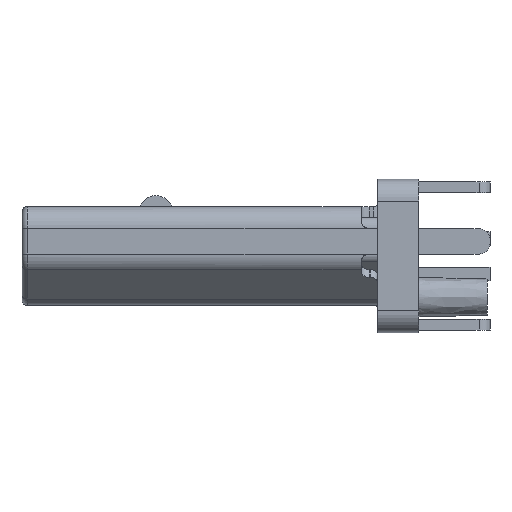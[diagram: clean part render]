
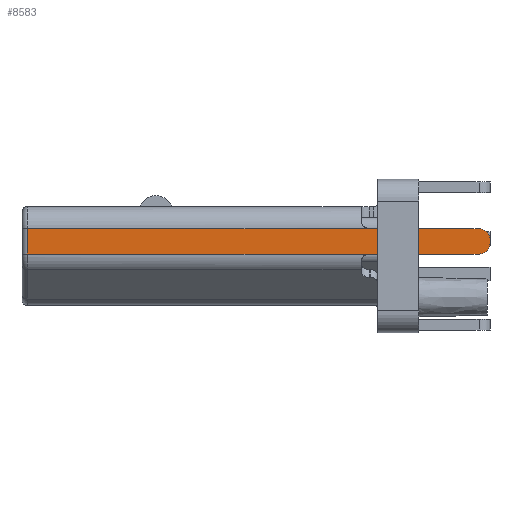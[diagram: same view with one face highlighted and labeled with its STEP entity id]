
A CAD part, left-side view. The second image highlights one B-rep face of the part: STEP entity #8583.
In plain terms, the highlighted planar face has unit normal (-1, 0, 0).
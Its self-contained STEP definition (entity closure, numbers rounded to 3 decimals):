
#104 = DIRECTION ( 'NONE',  ( 0., 0., -1. ) ) ;
#207 = ORIENTED_EDGE ( 'NONE', *, *, #1996, .T. ) ;
#484 = VERTEX_POINT ( 'NONE', #7604 ) ;
#572 = DIRECTION ( 'NONE',  ( 0., -1., 0. ) ) ;
#999 = CARTESIAN_POINT ( 'NONE',  ( -3.425, -1.1, 0.3 ) ) ;
#1020 = VECTOR ( 'NONE', #3152, 1000. ) ;
#1162 = ORIENTED_EDGE ( 'NONE', *, *, #1385, .F. ) ;
#1216 = DIRECTION ( 'NONE',  ( 0., 0., -1. ) ) ;
#1385 = EDGE_CURVE ( 'NONE', #9488, #10270, #6099, .T. ) ;
#1513 = VERTEX_POINT ( 'NONE', #2693 ) ;
#1600 = VERTEX_POINT ( 'NONE', #12154 ) ;
#1912 = VERTEX_POINT ( 'NONE', #5385 ) ;
#1967 = CARTESIAN_POINT ( 'NONE',  ( -3.425, 7.13, 0.5 ) ) ;
#1996 = EDGE_CURVE ( 'NONE', #1600, #12550, #6270, .T. ) ;
#2104 = CARTESIAN_POINT ( 'NONE',  ( -3.425, -1.1, 0.236 ) ) ;
#2112 = DIRECTION ( 'NONE',  ( 0., -1., 0. ) ) ;
#2186 = ORIENTED_EDGE ( 'NONE', *, *, #11550, .F. ) ;
#2293 = CARTESIAN_POINT ( 'NONE',  ( -3.425, -1.3, 0.5 ) ) ;
#2658 = ORIENTED_EDGE ( 'NONE', *, *, #9012, .T. ) ;
#2693 = CARTESIAN_POINT ( 'NONE',  ( -3.425, -1.3, 0.236 ) ) ;
#2916 = EDGE_CURVE ( 'NONE', #484, #6786, #8283, .T. ) ;
#2950 = AXIS2_PLACEMENT_3D ( 'NONE', #2104, #3590, #8074 ) ;
#3030 = EDGE_LOOP ( 'NONE', ( #12272, #12787, #2186, #1162, #2658, #10826, #207, #7257 ) ) ;
#3152 = DIRECTION ( 'NONE',  ( 0., -1., 0. ) ) ;
#3506 = EDGE_CURVE ( 'NONE', #484, #1513, #5134, .T. ) ;
#3551 = VECTOR ( 'NONE', #4481, 1000. ) ;
#3590 = DIRECTION ( 'NONE',  ( -1., 0., 0. ) ) ;
#3860 = AXIS2_PLACEMENT_3D ( 'NONE', #999, #8123, #7156 ) ;
#4109 = CARTESIAN_POINT ( 'NONE',  ( -3.425, 7.13, 0.5 ) ) ;
#4304 = DIRECTION ( 'NONE',  ( 1., 0., 0. ) ) ;
#4472 = VECTOR ( 'NONE', #9397, 1000. ) ;
#4481 = DIRECTION ( 'NONE',  ( 0., -1., 0. ) ) ;
#5120 = CIRCLE ( 'NONE', #2950, 0.2 ) ;
#5134 = LINE ( 'NONE', #2293, #4472 ) ;
#5385 = CARTESIAN_POINT ( 'NONE',  ( -3.425, 7.13, 0.036 ) ) ;
#5443 = AXIS2_PLACEMENT_3D ( 'NONE', #9364, #4304, #1216 ) ;
#6099 = LINE ( 'NONE', #8240, #12288 ) ;
#6167 = VECTOR ( 'NONE', #572, 1000. ) ;
#6270 = LINE ( 'NONE', #8502, #3551 ) ;
#6460 = LINE ( 'NONE', #10183, #1020 ) ;
#6492 = PLANE ( 'NONE',  #5443 ) ;
#6582 = CARTESIAN_POINT ( 'NONE',  ( -3.425, 0.9, 0.5 ) ) ;
#6786 = VERTEX_POINT ( 'NONE', #11112 ) ;
#7156 = DIRECTION ( 'NONE',  ( 0., 0., -1. ) ) ;
#7257 = ORIENTED_EDGE ( 'NONE', *, *, #8291, .T. ) ;
#7470 = VECTOR ( 'NONE', #104, 1000. ) ;
#7604 = CARTESIAN_POINT ( 'NONE',  ( -3.425, -1.3, 0.3 ) ) ;
#7606 = CARTESIAN_POINT ( 'NONE',  ( -3.425, 7.23, 0.036 ) ) ;
#8074 = DIRECTION ( 'NONE',  ( 0., 0., -1. ) ) ;
#8123 = DIRECTION ( 'NONE',  ( -1., 0., 0. ) ) ;
#8240 = CARTESIAN_POINT ( 'NONE',  ( -3.425, 7.23, 0.5 ) ) ;
#8283 = CIRCLE ( 'NONE', #3860, 0.2 ) ;
#8291 = EDGE_CURVE ( 'NONE', #12550, #1513, #5120, .T. ) ;
#8502 = CARTESIAN_POINT ( 'NONE',  ( -3.425, 0.75, 0.036 ) ) ;
#8583 = ADVANCED_FACE ( 'NONE', ( #11935 ), #6492, .F. ) ;
#9012 = EDGE_CURVE ( 'NONE', #9488, #1912, #10976, .T. ) ;
#9364 = CARTESIAN_POINT ( 'NONE',  ( -3.425, 7.23, 0.5 ) ) ;
#9397 = DIRECTION ( 'NONE',  ( 0., 0., -1. ) ) ;
#9488 = VERTEX_POINT ( 'NONE', #1967 ) ;
#10183 = CARTESIAN_POINT ( 'NONE',  ( -3.425, 1.05, 0.5 ) ) ;
#10270 = VERTEX_POINT ( 'NONE', #6582 ) ;
#10826 = ORIENTED_EDGE ( 'NONE', *, *, #12239, .T. ) ;
#10976 = LINE ( 'NONE', #4109, #7470 ) ;
#11112 = CARTESIAN_POINT ( 'NONE',  ( -3.425, -1.1, 0.5 ) ) ;
#11550 = EDGE_CURVE ( 'NONE', #10270, #6786, #6460, .T. ) ;
#11935 = FACE_OUTER_BOUND ( 'NONE', #3030, .T. ) ;
#12154 = CARTESIAN_POINT ( 'NONE',  ( -3.425, 0.9, 0.036 ) ) ;
#12190 = LINE ( 'NONE', #7606, #6167 ) ;
#12239 = EDGE_CURVE ( 'NONE', #1912, #1600, #12190, .T. ) ;
#12272 = ORIENTED_EDGE ( 'NONE', *, *, #3506, .F. ) ;
#12288 = VECTOR ( 'NONE', #2112, 1000. ) ;
#12550 = VERTEX_POINT ( 'NONE', #13163 ) ;
#12787 = ORIENTED_EDGE ( 'NONE', *, *, #2916, .T. ) ;
#13163 = CARTESIAN_POINT ( 'NONE',  ( -3.425, -1.1, 0.036 ) ) ;
